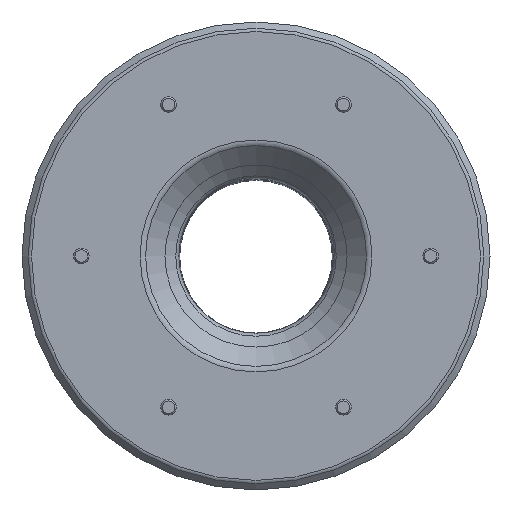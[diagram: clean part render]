
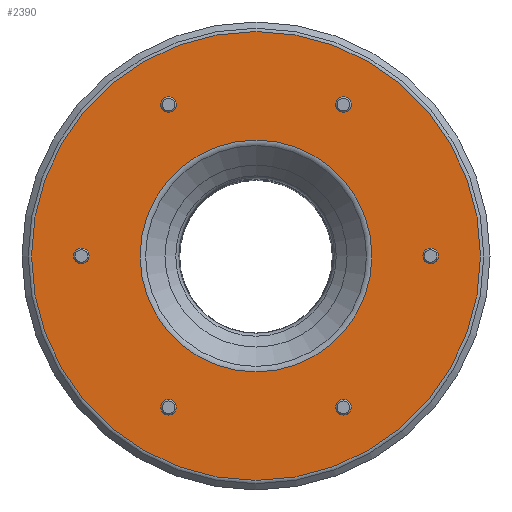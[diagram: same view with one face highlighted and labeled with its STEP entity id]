
A CAD part, top view. The second image highlights one B-rep face of the part: STEP entity #2390.
In plain terms, the highlighted planar face has unit normal (0, 0, 1).
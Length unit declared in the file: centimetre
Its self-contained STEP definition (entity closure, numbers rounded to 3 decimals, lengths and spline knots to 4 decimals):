
#36=FACE_BOUND('',#249,.T.);
#39=PLANE('',#2589);
#63=FACE_OUTER_BOUND('',#248,.T.);
#248=EDGE_LOOP('',(#1517));
#249=EDGE_LOOP('',(#1518));
#763=CIRCLE('',#2587,74.2929);
#765=CIRCLE('',#2590,143.8716);
#960=VERTEX_POINT('',#3909);
#961=VERTEX_POINT('',#3913);
#1151=EDGE_CURVE('',#960,#960,#763,.T.);
#1153=EDGE_CURVE('',#961,#961,#765,.T.);
#1517=ORIENTED_EDGE('',*,*,#1153,.F.);
#1518=ORIENTED_EDGE('',*,*,#1151,.T.);
#2390=ADVANCED_FACE('',(#63,#36),#39,.T.);
#2587=AXIS2_PLACEMENT_3D('',#3910,#2979,#2980);
#2589=AXIS2_PLACEMENT_3D('',#3912,#2983,#2984);
#2590=AXIS2_PLACEMENT_3D('',#3914,#2985,#2986);
#2979=DIRECTION('center_axis',(0.,0.,-1.));
#2980=DIRECTION('ref_axis',(1.,0.,0.));
#2983=DIRECTION('center_axis',(0.,0.,1.));
#2984=DIRECTION('ref_axis',(0.,-1.,0.));
#2985=DIRECTION('center_axis',(0.,0.,-1.));
#2986=DIRECTION('ref_axis',(1.,0.,0.));
#3909=CARTESIAN_POINT('',(681.4845,229.0355,122.5));
#3910=CARTESIAN_POINT('Origin',(681.4845,303.3284,122.5));
#3912=CARTESIAN_POINT('Origin',(537.6129,303.3284,122.5));
#3913=CARTESIAN_POINT('',(681.4845,159.4568,122.5));
#3914=CARTESIAN_POINT('Origin',(681.4845,303.3284,122.5));
